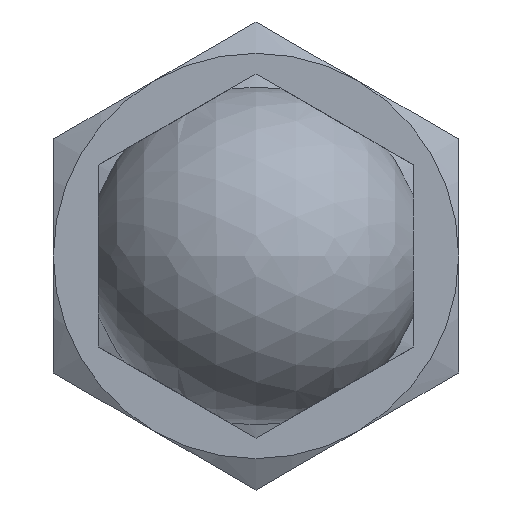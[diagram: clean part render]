
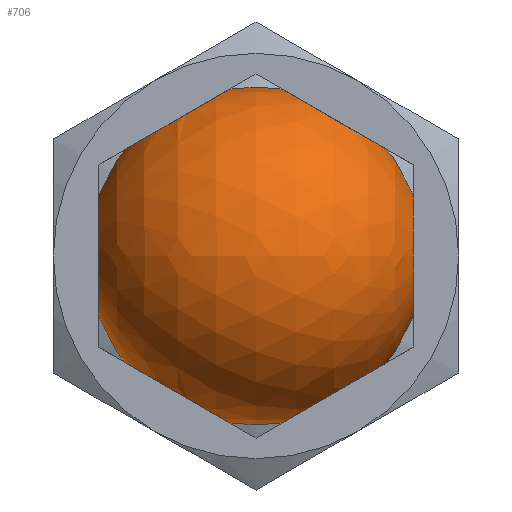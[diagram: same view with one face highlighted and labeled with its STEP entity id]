
A CAD part, front view. The second image highlights one B-rep face of the part: STEP entity #706.
In plain terms, the highlighted spherical face has radius 7.5 mm.
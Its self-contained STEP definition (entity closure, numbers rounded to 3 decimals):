
#146=SPHERICAL_SURFACE('',#764,7.5);
#148=FACE_BOUND('',#257,.T.);
#149=FACE_BOUND('',#258,.T.);
#150=FACE_BOUND('',#259,.T.);
#151=FACE_BOUND('',#260,.T.);
#152=FACE_BOUND('',#261,.T.);
#153=FACE_BOUND('',#262,.T.);
#154=FACE_BOUND('',#263,.T.);
#169=CIRCLE('',#765,2.693);
#170=CIRCLE('',#766,2.693);
#171=CIRCLE('',#767,2.693);
#172=CIRCLE('',#768,6.);
#173=CIRCLE('',#769,2.693);
#174=CIRCLE('',#770,2.693);
#175=CIRCLE('',#771,2.693);
#257=EDGE_LOOP('',(#505));
#258=EDGE_LOOP('',(#506));
#259=EDGE_LOOP('',(#507));
#260=EDGE_LOOP('',(#508));
#261=EDGE_LOOP('',(#509));
#262=EDGE_LOOP('',(#510));
#263=EDGE_LOOP('',(#511,#512));
#329=B_SPLINE_CURVE_WITH_KNOTS('',3,(#1238,#1239,#1240,#1241,#1242,#1243,
#1244,#1245,#1246,#1247),.UNSPECIFIED.,.F.,.F.,(4,3,3,4),(0.004,
0.007,0.01,0.013),
 .UNSPECIFIED.);
#333=VERTEX_POINT('',#1223);
#334=VERTEX_POINT('',#1225);
#335=VERTEX_POINT('',#1227);
#336=VERTEX_POINT('',#1229);
#337=VERTEX_POINT('',#1231);
#338=VERTEX_POINT('',#1233);
#339=VERTEX_POINT('',#1235);
#340=VERTEX_POINT('',#1236);
#404=EDGE_CURVE('',#333,#333,#169,.T.);
#405=EDGE_CURVE('',#334,#334,#170,.T.);
#406=EDGE_CURVE('',#335,#335,#171,.T.);
#407=EDGE_CURVE('',#336,#336,#172,.T.);
#408=EDGE_CURVE('',#337,#337,#173,.T.);
#409=EDGE_CURVE('',#338,#338,#174,.T.);
#410=EDGE_CURVE('',#339,#340,#175,.T.);
#411=EDGE_CURVE('',#340,#339,#329,.T.);
#505=ORIENTED_EDGE('',*,*,#404,.T.);
#506=ORIENTED_EDGE('',*,*,#405,.T.);
#507=ORIENTED_EDGE('',*,*,#406,.T.);
#508=ORIENTED_EDGE('',*,*,#407,.F.);
#509=ORIENTED_EDGE('',*,*,#408,.T.);
#510=ORIENTED_EDGE('',*,*,#409,.T.);
#511=ORIENTED_EDGE('',*,*,#410,.T.);
#512=ORIENTED_EDGE('',*,*,#411,.T.);
#706=ADVANCED_FACE('',(#148,#149,#150,#151,#152,#153,#154),#146,.T.);
#764=AXIS2_PLACEMENT_3D('',#1222,#856,#857);
#765=AXIS2_PLACEMENT_3D('',#1224,#858,#859);
#766=AXIS2_PLACEMENT_3D('',#1226,#860,#861);
#767=AXIS2_PLACEMENT_3D('',#1228,#862,#863);
#768=AXIS2_PLACEMENT_3D('',#1230,#864,#865);
#769=AXIS2_PLACEMENT_3D('',#1232,#866,#867);
#770=AXIS2_PLACEMENT_3D('',#1234,#868,#869);
#771=AXIS2_PLACEMENT_3D('',#1237,#870,#871);
#856=DIRECTION('center_axis',(1.,0.,0.));
#857=DIRECTION('ref_axis',(0.,-1.,0.));
#858=DIRECTION('center_axis',(-0.5,0.,-0.866));
#859=DIRECTION('ref_axis',(0.,1.,0.));
#860=DIRECTION('center_axis',(1.,0.,0.));
#861=DIRECTION('ref_axis',(0.,0.,-1.));
#862=DIRECTION('center_axis',(0.5,0.,-0.866));
#863=DIRECTION('ref_axis',(0.,1.,0.));
#864=DIRECTION('center_axis',(0.,1.,0.));
#865=DIRECTION('ref_axis',(-1.,0.,0.));
#866=DIRECTION('center_axis',(0.5,0.,0.866));
#867=DIRECTION('ref_axis',(0.,-1.,0.));
#868=DIRECTION('center_axis',(-0.5,0.,0.866));
#869=DIRECTION('ref_axis',(0.,-1.,0.));
#870=DIRECTION('center_axis',(-1.,0.,0.));
#871=DIRECTION('ref_axis',(0.,0.,1.));
#1222=CARTESIAN_POINT('Origin',(57.927,22.222,57.77));
#1223=CARTESIAN_POINT('',(63.758,22.223,62.486));
#1224=CARTESIAN_POINT('Origin',(61.427,22.222,63.832));
#1225=CARTESIAN_POINT('',(50.927,22.222,60.462));
#1226=CARTESIAN_POINT('Origin',(50.927,22.222,57.77));
#1227=CARTESIAN_POINT('',(56.758,22.222,65.178));
#1228=CARTESIAN_POINT('Origin',(54.427,22.222,63.832));
#1229=CARTESIAN_POINT('',(51.927,26.722,57.77));
#1230=CARTESIAN_POINT('Origin',(57.927,26.722,57.77));
#1231=CARTESIAN_POINT('',(52.095,22.223,53.054));
#1232=CARTESIAN_POINT('Origin',(54.427,22.222,51.708));
#1233=CARTESIAN_POINT('',(59.095,22.222,50.361));
#1234=CARTESIAN_POINT('Origin',(61.427,22.222,51.708));
#1235=CARTESIAN_POINT('',(64.927,19.529,57.77));
#1236=CARTESIAN_POINT('',(64.927,24.914,57.77));
#1237=CARTESIAN_POINT('Origin',(64.927,22.222,57.77));
#1238=CARTESIAN_POINT('Ctrl Pts',(64.927,24.914,57.77));
#1239=CARTESIAN_POINT('Ctrl Pts',(64.927,24.914,56.823));
#1240=CARTESIAN_POINT('Ctrl Pts',(64.927,24.374,55.895));
#1241=CARTESIAN_POINT('Ctrl Pts',(64.927,23.551,55.428));
#1242=CARTESIAN_POINT('Ctrl Pts',(64.927,22.718,54.955));
#1243=CARTESIAN_POINT('Ctrl Pts',(64.927,21.629,54.974));
#1244=CARTESIAN_POINT('Ctrl Pts',(64.927,20.812,55.476));
#1245=CARTESIAN_POINT('Ctrl Pts',(64.927,20.032,55.955));
#1246=CARTESIAN_POINT('Ctrl Pts',(64.927,19.529,56.854));
#1247=CARTESIAN_POINT('Ctrl Pts',(64.927,19.529,57.77));
